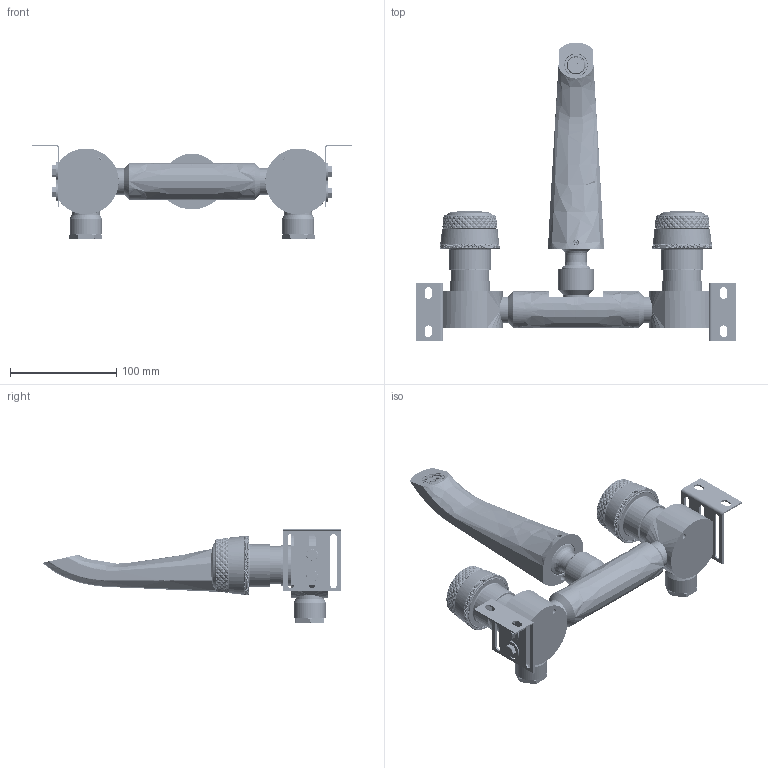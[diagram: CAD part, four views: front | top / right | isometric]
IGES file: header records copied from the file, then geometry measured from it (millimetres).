
Global section: file name: T10K17-1CCR CBR; native system: Autodesk Inventor 2020; preprocessor: unknown; author: pbiran; date: 20200521.102846; units: millimetre
Bounding box: 302 x 281.38 x 89 mm (x, y, z)
Volume: 635301.5 mm3; surface area: 282596.3 mm2
Topology: 65 solids, 66 shells, 13115 faces, 29960 edges, 17251 vertices
Faces by surface type: bspline 13111, offset 4
